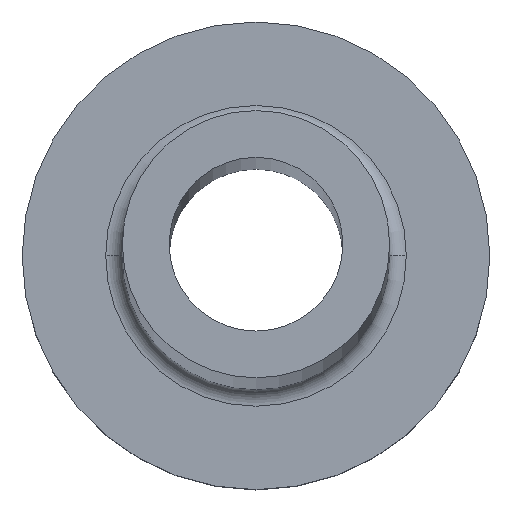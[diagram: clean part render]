
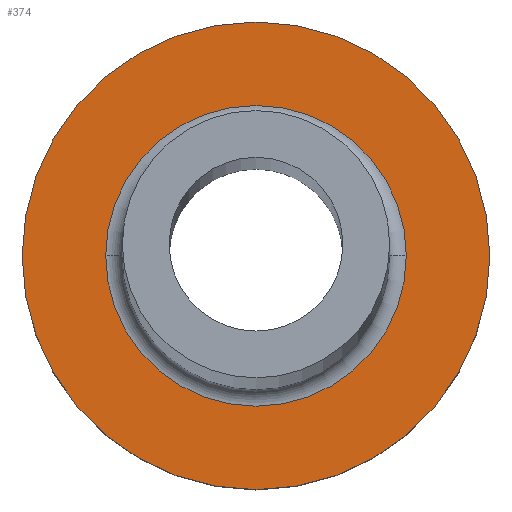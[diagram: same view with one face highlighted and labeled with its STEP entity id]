
A CAD part, top view. The second image highlights one B-rep face of the part: STEP entity #374.
In plain terms, the highlighted planar face has unit normal (0, 0, 1).
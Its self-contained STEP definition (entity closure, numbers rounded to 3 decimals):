
#8 = EDGE_CURVE ( 'NONE', #356, #372, #131, .T. ) ;
#15 = CARTESIAN_POINT ( 'NONE',  ( 7., 0., 5. ) ) ;
#34 = CARTESIAN_POINT ( 'NONE',  ( -4.5, 0., 5. ) ) ;
#35 = VERTEX_POINT ( 'NONE', #170 ) ;
#39 = EDGE_LOOP ( 'NONE', ( #96, #76 ) ) ;
#40 = CARTESIAN_POINT ( 'NONE',  ( 0., 0., 5. ) ) ;
#58 = CARTESIAN_POINT ( 'NONE',  ( 0., 0., 5. ) ) ;
#76 = ORIENTED_EDGE ( 'NONE', *, *, #8, .T. ) ;
#96 = ORIENTED_EDGE ( 'NONE', *, *, #185, .T. ) ;
#102 = DIRECTION ( 'NONE',  ( 0., 0., -1. ) ) ;
#111 = DIRECTION ( 'NONE',  ( 0., 0., 1. ) ) ;
#123 = DIRECTION ( 'NONE',  ( 0., 0., -1. ) ) ;
#126 = FACE_BOUND ( 'NONE', #358, .T. ) ;
#131 = CIRCLE ( 'NONE', #216, 7. ) ;
#144 = CIRCLE ( 'NONE', #359, 7. ) ;
#156 = CARTESIAN_POINT ( 'NONE',  ( 0., 0., 5. ) ) ;
#167 = AXIS2_PLACEMENT_3D ( 'NONE', #40, #102, #256 ) ;
#170 = CARTESIAN_POINT ( 'NONE',  ( 4.5, 0., 5. ) ) ;
#185 = EDGE_CURVE ( 'NONE', #372, #356, #144, .T. ) ;
#192 = DIRECTION ( 'NONE',  ( 1., 0., 0. ) ) ;
#201 = ORIENTED_EDGE ( 'NONE', *, *, #273, .T. ) ;
#209 = AXIS2_PLACEMENT_3D ( 'NONE', #156, #123, #271 ) ;
#216 = AXIS2_PLACEMENT_3D ( 'NONE', #342, #341, #230 ) ;
#225 = CARTESIAN_POINT ( 'NONE',  ( 0., 0., 5. ) ) ;
#230 = DIRECTION ( 'NONE',  ( 1., 0., 0. ) ) ;
#256 = DIRECTION ( 'NONE',  ( 1., 0., 0. ) ) ;
#258 = FACE_OUTER_BOUND ( 'NONE', #39, .T. ) ;
#271 = DIRECTION ( 'NONE',  ( 1., 0., 0. ) ) ;
#273 = EDGE_CURVE ( 'NONE', #35, #277, #369, .T. ) ;
#274 = CIRCLE ( 'NONE', #167, 4.5 ) ;
#277 = VERTEX_POINT ( 'NONE', #34 ) ;
#286 = ORIENTED_EDGE ( 'NONE', *, *, #380, .T. ) ;
#287 = CARTESIAN_POINT ( 'NONE',  ( -7., 0., 5. ) ) ;
#307 = PLANE ( 'NONE',  #371 ) ;
#339 = DIRECTION ( 'NONE',  ( 0., 0., 1. ) ) ;
#341 = DIRECTION ( 'NONE',  ( 0., 0., 1. ) ) ;
#342 = CARTESIAN_POINT ( 'NONE',  ( 0., 0., 5. ) ) ;
#356 = VERTEX_POINT ( 'NONE', #15 ) ;
#358 = EDGE_LOOP ( 'NONE', ( #201, #286 ) ) ;
#359 = AXIS2_PLACEMENT_3D ( 'NONE', #58, #111, #373 ) ;
#369 = CIRCLE ( 'NONE', #209, 4.5 ) ;
#371 = AXIS2_PLACEMENT_3D ( 'NONE', #225, #339, #192 ) ;
#372 = VERTEX_POINT ( 'NONE', #287 ) ;
#373 = DIRECTION ( 'NONE',  ( 1., 0., 0. ) ) ;
#374 = ADVANCED_FACE ( 'NONE', ( #126, #258 ), #307, .T. ) ;
#380 = EDGE_CURVE ( 'NONE', #277, #35, #274, .T. ) ;
